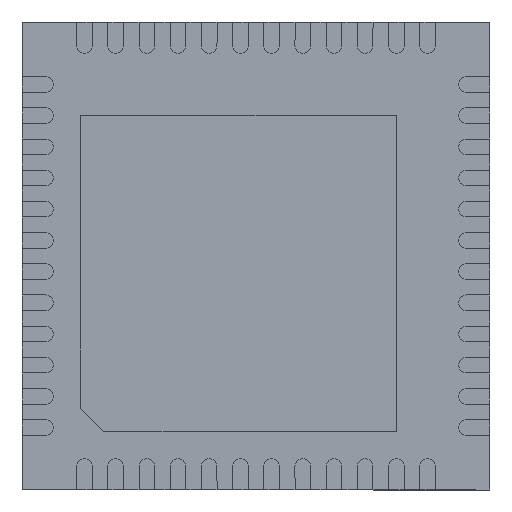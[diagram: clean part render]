
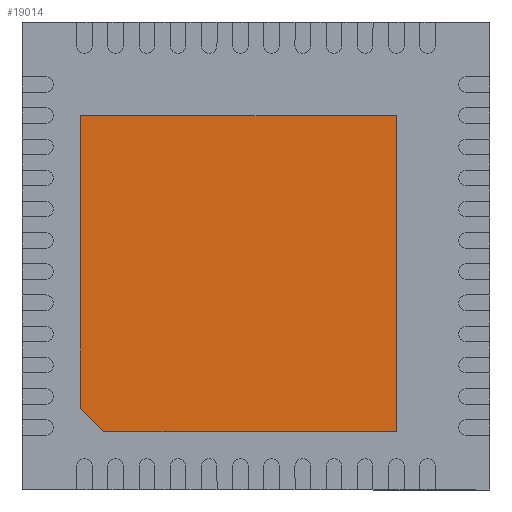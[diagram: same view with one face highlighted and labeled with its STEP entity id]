
A CAD part, front view. The second image highlights one B-rep face of the part: STEP entity #19014.
In plain terms, the highlighted planar face has unit normal (0, -1, 0).
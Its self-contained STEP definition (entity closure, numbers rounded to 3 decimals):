
#96 = CARTESIAN_POINT ( 'NONE',  ( -1.95, 0., -2.25 ) ) ;
#199 = CARTESIAN_POINT ( 'NONE',  ( -2.25, 0., 1.8 ) ) ;
#420 = DIRECTION ( 'NONE',  ( 0., 0., -1. ) ) ;
#863 = EDGE_CURVE ( 'NONE', #18404, #7136, #15636, .T. ) ;
#1406 = ORIENTED_EDGE ( 'NONE', *, *, #1914, .T. ) ;
#1883 = EDGE_CURVE ( 'NONE', #8592, #18404, #3068, .T. ) ;
#1914 = EDGE_CURVE ( 'NONE', #16218, #8592, #11746, .T. ) ;
#2463 = ORIENTED_EDGE ( 'NONE', *, *, #863, .T. ) ;
#2914 = EDGE_LOOP ( 'NONE', ( #18177, #8492, #1406, #13861, #2463 ) ) ;
#2937 = DIRECTION ( 'NONE',  ( 0., 0., -1. ) ) ;
#3068 = LINE ( 'NONE', #96, #10579 ) ;
#3228 = CARTESIAN_POINT ( 'NONE',  ( -1.95, 0., -2.25 ) ) ;
#4220 = EDGE_CURVE ( 'NONE', #16218, #16087, #14521, .T. ) ;
#7136 = VERTEX_POINT ( 'NONE', #8043 ) ;
#7657 = DIRECTION ( 'NONE',  ( 0., -1., 0. ) ) ;
#7686 = VECTOR ( 'NONE', #13697, 1000. ) ;
#7781 = CARTESIAN_POINT ( 'NONE',  ( 1.8, 0., -2.25 ) ) ;
#8043 = CARTESIAN_POINT ( 'NONE',  ( 1.8, 0., -2.25 ) ) ;
#8413 = AXIS2_PLACEMENT_3D ( 'NONE', #9375, #7657, #420 ) ;
#8492 = ORIENTED_EDGE ( 'NONE', *, *, #4220, .F. ) ;
#8592 = VERTEX_POINT ( 'NONE', #15570 ) ;
#9236 = DIRECTION ( 'NONE',  ( 0., 0., -1. ) ) ;
#9375 = CARTESIAN_POINT ( 'NONE',  ( 0., 0., 0. ) ) ;
#10579 = VECTOR ( 'NONE', #13526, 1000. ) ;
#10744 = PLANE ( 'NONE',  #8413 ) ;
#11456 = CARTESIAN_POINT ( 'NONE',  ( 2.25, 0., -2.25 ) ) ;
#11746 = LINE ( 'NONE', #16359, #15063 ) ;
#13175 = CARTESIAN_POINT ( 'NONE',  ( 1.8, 0., 1.8 ) ) ;
#13194 = DIRECTION ( 'NONE',  ( 1., 0., 0. ) ) ;
#13293 = VECTOR ( 'NONE', #13194, 1000. ) ;
#13526 = DIRECTION ( 'NONE',  ( 0.707, 0., -0.707 ) ) ;
#13697 = DIRECTION ( 'NONE',  ( 1., 0., 0. ) ) ;
#13861 = ORIENTED_EDGE ( 'NONE', *, *, #1883, .T. ) ;
#14220 = LINE ( 'NONE', #7781, #16743 ) ;
#14463 = FACE_OUTER_BOUND ( 'NONE', #2914, .T. ) ;
#14521 = LINE ( 'NONE', #15078, #7686 ) ;
#15063 = VECTOR ( 'NONE', #2937, 1000. ) ;
#15078 = CARTESIAN_POINT ( 'NONE',  ( 1.8, 0., 1.8 ) ) ;
#15570 = CARTESIAN_POINT ( 'NONE',  ( -2.25, 0., -1.95 ) ) ;
#15636 = LINE ( 'NONE', #11456, #13293 ) ;
#16087 = VERTEX_POINT ( 'NONE', #13175 ) ;
#16218 = VERTEX_POINT ( 'NONE', #199 ) ;
#16359 = CARTESIAN_POINT ( 'NONE',  ( -2.25, 0., -1.95 ) ) ;
#16743 = VECTOR ( 'NONE', #9236, 1000. ) ;
#18177 = ORIENTED_EDGE ( 'NONE', *, *, #19058, .F. ) ;
#18404 = VERTEX_POINT ( 'NONE', #3228 ) ;
#19014 = ADVANCED_FACE ( 'NONE', ( #14463 ), #10744, .T. ) ;
#19058 = EDGE_CURVE ( 'NONE', #16087, #7136, #14220, .T. ) ;
